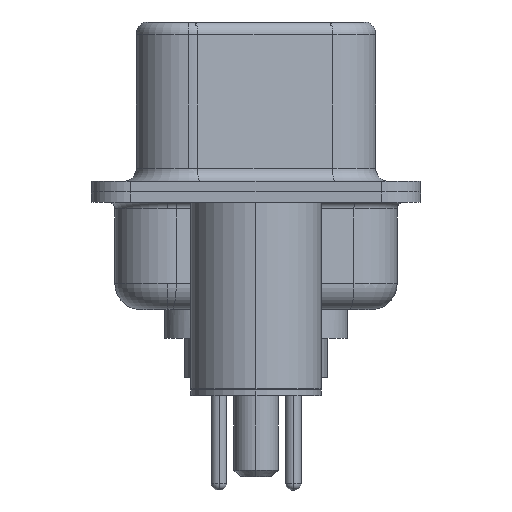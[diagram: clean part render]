
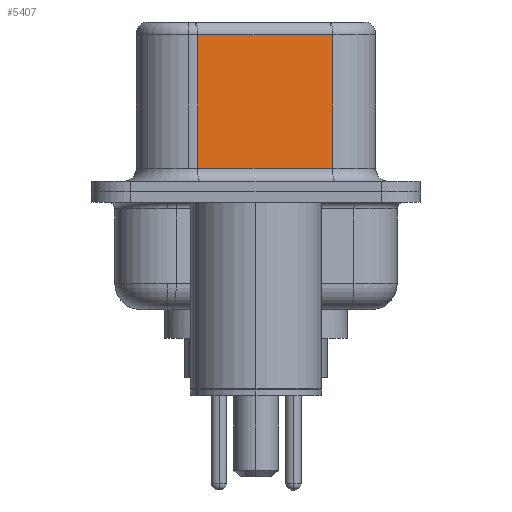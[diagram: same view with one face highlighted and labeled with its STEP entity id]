
A CAD part, left-side view. The second image highlights one B-rep face of the part: STEP entity #5407.
In plain terms, the highlighted planar face has unit normal (-0.985, -0.174, 0).
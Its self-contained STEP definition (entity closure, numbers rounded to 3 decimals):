
#372 = EDGE_LOOP ( 'NONE', ( #6234, #22397, #1375, #15752 ) ) ;
#1057 = DIRECTION ( 'NONE',  ( -0.174, 0.985, 0. ) ) ;
#1375 = ORIENTED_EDGE ( 'NONE', *, *, #19265, .T. ) ;
#1391 = DIRECTION ( 'NONE',  ( 0., 0., -1. ) ) ;
#1907 = LINE ( 'NONE', #12854, #12356 ) ;
#5407 = ADVANCED_FACE ( 'NONE', ( #25079 ), #14976, .F. ) ;
#6234 = ORIENTED_EDGE ( 'NONE', *, *, #24609, .F. ) ;
#7166 = DIRECTION ( 'NONE',  ( 0., 0., -1. ) ) ;
#7236 = CARTESIAN_POINT ( 'NONE',  ( 4.58, -2.927, 6.52 ) ) ;
#7597 = LINE ( 'NONE', #23448, #17350 ) ;
#9788 = CARTESIAN_POINT ( 'NONE',  ( 3.67, 2.233, 0.9 ) ) ;
#11723 = CARTESIAN_POINT ( 'NONE',  ( 3.67, 2.233, 6.02 ) ) ;
#11868 = VERTEX_POINT ( 'NONE', #9788 ) ;
#12356 = VECTOR ( 'NONE', #1057, 1000. ) ;
#12854 = CARTESIAN_POINT ( 'NONE',  ( 4.58, -2.927, 6.02 ) ) ;
#13613 = DIRECTION ( 'NONE',  ( 0.174, -0.985, 0. ) ) ;
#14004 = VERTEX_POINT ( 'NONE', #11723 ) ;
#14061 = VECTOR ( 'NONE', #7166, 1000. ) ;
#14976 = PLANE ( 'NONE',  #17603 ) ;
#15032 = CARTESIAN_POINT ( 'NONE',  ( 4.58, -2.927, 6.52 ) ) ;
#15752 = ORIENTED_EDGE ( 'NONE', *, *, #22607, .T. ) ;
#15780 = VERTEX_POINT ( 'NONE', #18858 ) ;
#17000 = EDGE_CURVE ( 'NONE', #15780, #14004, #1907, .T. ) ;
#17350 = VECTOR ( 'NONE', #13613, 1000. ) ;
#17462 = VECTOR ( 'NONE', #1391, 1000. ) ;
#17603 = AXIS2_PLACEMENT_3D ( 'NONE', #7236, #21189, #21094 ) ;
#18858 = CARTESIAN_POINT ( 'NONE',  ( 4.58, -2.927, 6.02 ) ) ;
#19265 = EDGE_CURVE ( 'NONE', #14004, #11868, #24706, .T. ) ;
#20869 = CARTESIAN_POINT ( 'NONE',  ( 3.67, 2.233, 6.52 ) ) ;
#21094 = DIRECTION ( 'NONE',  ( -0.174, 0.985, 0. ) ) ;
#21189 = DIRECTION ( 'NONE',  ( 0.985, 0.174, 0. ) ) ;
#21396 = VERTEX_POINT ( 'NONE', #22963 ) ;
#22397 = ORIENTED_EDGE ( 'NONE', *, *, #17000, .T. ) ;
#22607 = EDGE_CURVE ( 'NONE', #11868, #21396, #7597, .T. ) ;
#22760 = LINE ( 'NONE', #15032, #17462 ) ;
#22963 = CARTESIAN_POINT ( 'NONE',  ( 4.58, -2.927, 0.9 ) ) ;
#23448 = CARTESIAN_POINT ( 'NONE',  ( 4.58, -2.927, 0.9 ) ) ;
#24609 = EDGE_CURVE ( 'NONE', #15780, #21396, #22760, .T. ) ;
#24706 = LINE ( 'NONE', #20869, #14061 ) ;
#25079 = FACE_OUTER_BOUND ( 'NONE', #372, .T. ) ;
